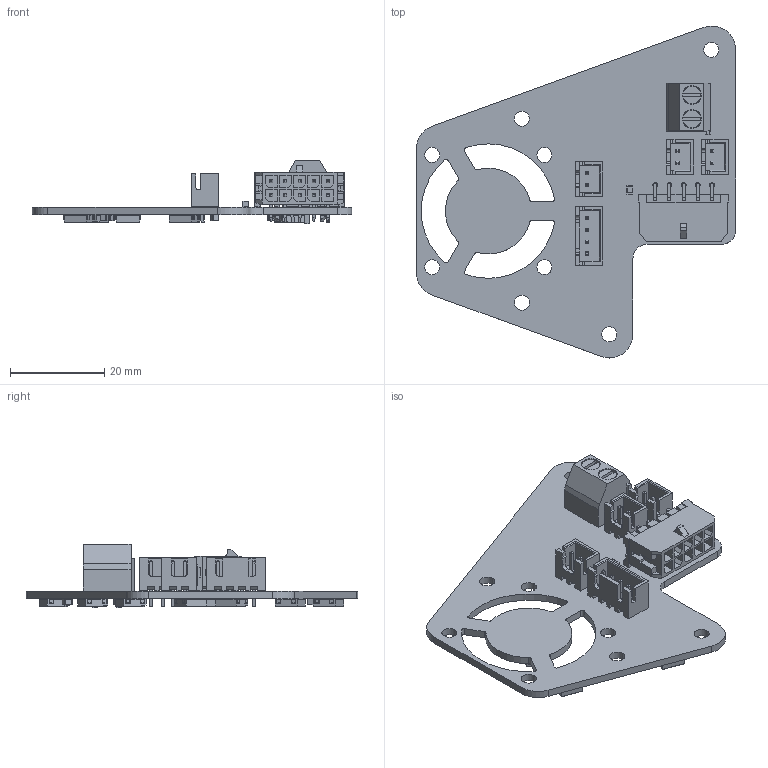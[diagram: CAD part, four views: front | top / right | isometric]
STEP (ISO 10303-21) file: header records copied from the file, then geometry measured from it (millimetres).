
FILE_DESCRIPTION(('KiCad electronic assembly'),'2;1');
FILE_NAME('kirigami_pcb_ufo.step','2024-04-11T19:56:42',('Pcbnew'),( 'Kicad'),'Open CASCADE STEP processor 7.7','KiCad to STEP converter' ,'Unknown');
FILE_SCHEMA(('AUTOMOTIVE_DESIGN { 1 0 10303 214 1 1 1 1 }'));
Length unit declared in the file: millimetre
Products named in the file (14): kirigami_pcb_ufo 1; JST_XH_B2B-XH-A_1x02_P2.50mm_Vertical; JST_B2B_XH_A; JST_XH_B4B-XH-A_1x04_P2.50mm_Vertical; JST_B4B_XH_A; TerminalBlock_Phoenix_MKDS-1,5-2-5.08_1x02_P5.08mm_Horizontal; TerminalBlock_Phoenix_MKDS-1,5-2-5.08_1x02_P5.08mm_Horizontal (1); C_0805_2012Metric; Molex_Micro-Fit_3.0_43045-1000_2x05_P3.00mm_Horizontal; Molex_Micro-Fit_3.0_43045-1000_2x05_P3.00mm_Horizontal (2); LED_WS2812B_PLCC4_5.0x5.0mm_P3.2mm; LED_WS2812B_PLCC4_50x50mm_P32mm; kirigami_UFO_pcb_PCB
Assembly tree (30 placements, depth 3):
  kirigami_pcb_ufo 1
    JST_XH_B2B-XH-A_1x02_P2.50mm_Vertical  x3
      JST_B2B_XH_A
    JST_XH_B4B-XH-A_1x04_P2.50mm_Vertical
      JST_B4B_XH_A
    TerminalBlock_Phoenix_MKDS-1,5-2-5.08_1x02_P5.08mm_Horizontal
      TerminalBlock_Phoenix_MKDS-1,5-2-5.08_1x02_P5.08mm_Horizontal (1)
    C_0805_2012Metric  x9
      C_0805_2012Metric
    Molex_Micro-Fit_3.0_43045-1000_2x05_P3.00mm_Horizontal
      Molex_Micro-Fit_3.0_43045-1000_2x05_P3.00mm_Horizontal (2)
    LED_WS2812B_PLCC4_5.0x5.0mm_P3.2mm  x8
      LED_WS2812B_PLCC4_50x50mm_P32mm
    kirigami_UFO_pcb_PCB
Bounding box: 67.68 x 70.38 x 13.4 mm (x, y, z)
Volume: 7068.2 mm3; surface area: 12099.7 mm2
Topology: 49 solids, 49 shells, 1877 faces, 4994 edges, 3257 vertices
Faces by surface type: plane 1500, cylinder 365, cone 10, torus 2
Full cylindrical faces by diameter (mm): 0.95 x4, 1 x6, 1.02 x10, 1.3 x2, 3 x2, 3.2 x8, 3.333 x8, 3.8 x2, 4 x2
Entity records: 32485 total; most frequent: CARTESIAN_POINT 5208, ORIENTED_EDGE 5066, DIRECTION 4841, EDGE_CURVE 2533, LINE 2277, VECTOR 2277, VERTEX_POINT 1637, AXIS2_PLACEMENT_3D 1282
